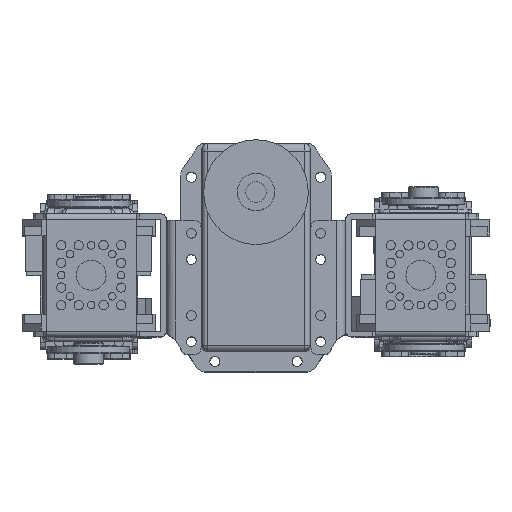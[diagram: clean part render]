
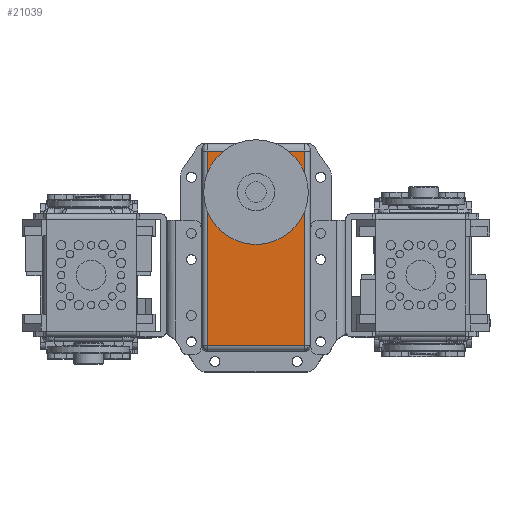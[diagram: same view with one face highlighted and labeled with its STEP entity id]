
A CAD part, top view. The second image highlights one B-rep face of the part: STEP entity #21039.
In plain terms, the highlighted planar face has unit normal (0, 0, 1).
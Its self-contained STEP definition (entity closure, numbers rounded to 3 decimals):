
#983=CIRCLE('',#22502,5.5);
#2919=ORIENTED_EDGE('',*,*,#8406,.T.);
#2920=ORIENTED_EDGE('',*,*,#8407,.T.);
#2921=ORIENTED_EDGE('',*,*,#7764,.T.);
#2922=ORIENTED_EDGE('',*,*,#7771,.T.);
#2923=ORIENTED_EDGE('',*,*,#8408,.T.);
#7764=EDGE_CURVE('',#10738,#10739,#12792,.T.);
#7771=EDGE_CURVE('',#10739,#10743,#12794,.T.);
#8406=EDGE_CURVE('',#10743,#11186,#13325,.T.);
#8407=EDGE_CURVE('',#11186,#10738,#13326,.T.);
#8408=EDGE_CURVE('',#11187,#11187,#983,.T.);
#10738=VERTEX_POINT('',#30541);
#10739=VERTEX_POINT('',#30545);
#10743=VERTEX_POINT('',#30557);
#11186=VERTEX_POINT('',#31814);
#11187=VERTEX_POINT('',#31819);
#12792=LINE('',#30544,#14709);
#12794=LINE('',#30559,#14711);
#13325=LINE('',#31815,#15242);
#13326=LINE('',#31817,#15243);
#14709=VECTOR('',#24392,1000.);
#14711=VECTOR('',#24408,1000.);
#15242=VECTOR('',#25505,1000.);
#15243=VECTOR('',#25508,1000.);
#16810=EDGE_LOOP('',(#2919,#2920,#2921,#2922));
#16811=EDGE_LOOP('',(#2923));
#18608=FACE_BOUND('',#16810,.T.);
#18609=FACE_BOUND('',#16811,.T.);
#20324=PLANE('',#22501);
#21039=ADVANCED_FACE('',(#18608,#18609),#20324,.T.);
#22501=AXIS2_PLACEMENT_3D('',#31816,#25506,#25507);
#22502=AXIS2_PLACEMENT_3D('',#31818,#25509,#25510);
#24392=DIRECTION('',(-1.,0.,0.));
#24408=DIRECTION('',(0.,-1.,0.));
#25505=DIRECTION('',(1.,0.,0.));
#25506=DIRECTION('',(0.,0.,1.));
#25507=DIRECTION('',(1.,0.,0.));
#25508=DIRECTION('',(0.,1.,0.));
#25509=DIRECTION('',(0.,0.,-1.));
#25510=DIRECTION('',(0.,1.,0.));
#30541=CARTESIAN_POINT('',(13.,11.,20.5));
#30544=CARTESIAN_POINT('',(13.,11.,20.5));
#30545=CARTESIAN_POINT('',(-13.,11.,20.5));
#30557=CARTESIAN_POINT('',(-13.,-41.,20.5));
#30559=CARTESIAN_POINT('',(-13.,11.,20.5));
#31814=CARTESIAN_POINT('',(13.,-41.,20.5));
#31815=CARTESIAN_POINT('',(-13.,-41.,20.5));
#31816=CARTESIAN_POINT('',(0.,0.,20.5));
#31817=CARTESIAN_POINT('',(13.,-41.,20.5));
#31818=CARTESIAN_POINT('',(0.,0.,20.5));
#31819=CARTESIAN_POINT('',(0.,5.5,20.5));
